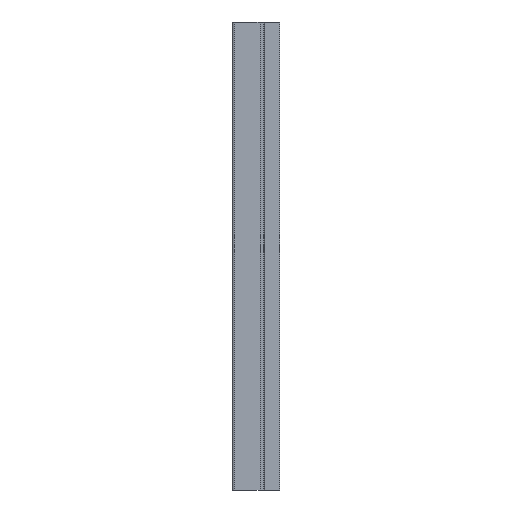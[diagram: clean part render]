
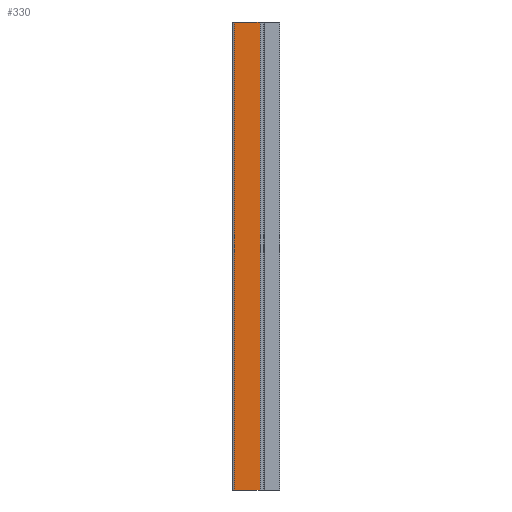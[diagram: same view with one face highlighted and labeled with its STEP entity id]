
A CAD part, left-side view. The second image highlights one B-rep face of the part: STEP entity #330.
In plain terms, the highlighted planar face has unit normal (-1, 0, 0).
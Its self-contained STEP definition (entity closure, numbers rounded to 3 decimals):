
#70 = VECTOR ( 'NONE', #237, 1000. ) ;
#88 = LINE ( 'NONE', #870, #70 ) ;
#118 = LINE ( 'NONE', #755, #813 ) ;
#147 = CARTESIAN_POINT ( 'NONE',  ( -4.25, 106.75, 550. ) ) ;
#206 = CARTESIAN_POINT ( 'NONE',  ( -4.25, 106.75, -550. ) ) ;
#224 = CARTESIAN_POINT ( 'NONE',  ( -4.25, 45.85, -550. ) ) ;
#227 = VERTEX_POINT ( 'NONE', #367 ) ;
#237 = DIRECTION ( 'NONE',  ( 0., -1., 0. ) ) ;
#255 = LINE ( 'NONE', #498, #646 ) ;
#265 = EDGE_LOOP ( 'NONE', ( #645, #418, #758, #288 ) ) ;
#275 = PLANE ( 'NONE',  #445 ) ;
#286 = DIRECTION ( 'NONE',  ( 0., 0., -1. ) ) ;
#288 = ORIENTED_EDGE ( 'NONE', *, *, #760, .T. ) ;
#316 = VECTOR ( 'NONE', #754, 1000. ) ;
#330 = ADVANCED_FACE ( 'NONE', ( #981 ), #275, .F. ) ;
#350 = VERTEX_POINT ( 'NONE', #774 ) ;
#361 = DIRECTION ( 'NONE',  ( 1., 0., 0. ) ) ;
#367 = CARTESIAN_POINT ( 'NONE',  ( -4.25, 45.85, 550. ) ) ;
#418 = ORIENTED_EDGE ( 'NONE', *, *, #579, .T. ) ;
#437 = VERTEX_POINT ( 'NONE', #778 ) ;
#445 = AXIS2_PLACEMENT_3D ( 'NONE', #147, #361, #672 ) ;
#446 = LINE ( 'NONE', #224, #316 ) ;
#498 = CARTESIAN_POINT ( 'NONE',  ( -4.25, 106.75, 550. ) ) ;
#554 = DIRECTION ( 'NONE',  ( 0., -1., 0. ) ) ;
#579 = EDGE_CURVE ( 'NONE', #437, #227, #446, .T. ) ;
#622 = EDGE_CURVE ( 'NONE', #350, #227, #255, .T. ) ;
#645 = ORIENTED_EDGE ( 'NONE', *, *, #983, .T. ) ;
#646 = VECTOR ( 'NONE', #554, 1000. ) ;
#672 = DIRECTION ( 'NONE',  ( 0., 1., 0. ) ) ;
#717 = VERTEX_POINT ( 'NONE', #206 ) ;
#754 = DIRECTION ( 'NONE',  ( 0., 0., 1. ) ) ;
#755 = CARTESIAN_POINT ( 'NONE',  ( -4.25, 106.75, 550. ) ) ;
#758 = ORIENTED_EDGE ( 'NONE', *, *, #622, .F. ) ;
#760 = EDGE_CURVE ( 'NONE', #350, #717, #118, .T. ) ;
#774 = CARTESIAN_POINT ( 'NONE',  ( -4.25, 106.75, 550. ) ) ;
#778 = CARTESIAN_POINT ( 'NONE',  ( -4.25, 45.85, -550. ) ) ;
#813 = VECTOR ( 'NONE', #286, 1000. ) ;
#870 = CARTESIAN_POINT ( 'NONE',  ( -4.25, 106.75, -550. ) ) ;
#981 = FACE_OUTER_BOUND ( 'NONE', #265, .T. ) ;
#983 = EDGE_CURVE ( 'NONE', #717, #437, #88, .T. ) ;
